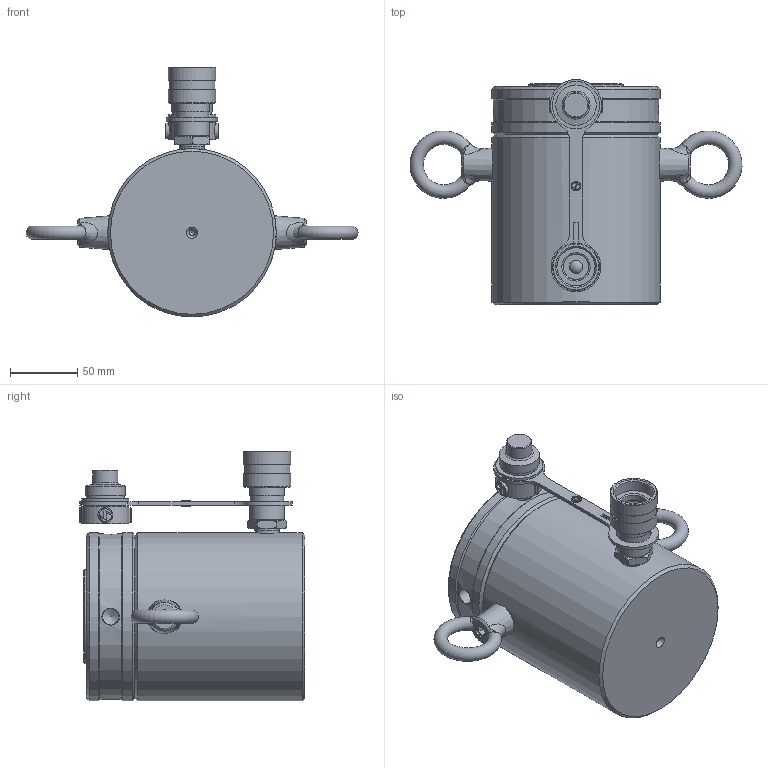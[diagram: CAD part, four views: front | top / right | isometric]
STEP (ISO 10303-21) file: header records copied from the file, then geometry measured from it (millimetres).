
FILE_DESCRIPTION (( 'STEP AP203' ), '1' );
FILE_NAME ('H4002.STEP', '2018-08-07T02:51:29', ( '' ), ( '' ), 'SwSTEP 2.0', 'SolidWorks 2018', '' );
FILE_SCHEMA (( 'CONFIG_CONTROL_DESIGN' ));
Length unit declared in the file: millimetre
Products named in the file (1): H4002
Bounding box: 246.31 x 167.4 x 185.47 mm (x, y, z)
Volume: 1987583.3 mm3; surface area: 264916.1 mm2
Topology: 20 solids, 20 shells, 594 faces, 1410 edges, 893 vertices
Faces by surface type: plane 208, cylinder 179, cone 92, bspline 85, torus 21, sphere 9
Full cylindrical faces by diameter (mm): 3 x2, 3.5 x2, 4 x2, 6 x1, 8.5 x3, 9.6 x1, 10 x3, 10.2 x4, 10.5 x2, 11.5 x2, 12 x6, 14.1 x1, 14.275 x1, 14.5 x1, 16 x3, 17 x2, 17.5 x2, 18 x1, 18.6 x1, 18.9 x1, 19 x1, 19.1 x2, 20 x1, 22.6 x2, 25 x1, 25.5 x2, 25.6 x1, 28.3 x1, 28.4 x4, 30 x2
Entity records: 21955 total; most frequent: CARTESIAN_POINT 9929, ORIENTED_EDGE 2326, DIRECTION 2245, EDGE_CURVE 1163, AXIS2_PLACEMENT_3D 900, EDGE_LOOP 852, VERTEX_POINT 831, FACE_OUTER_BOUND 686
